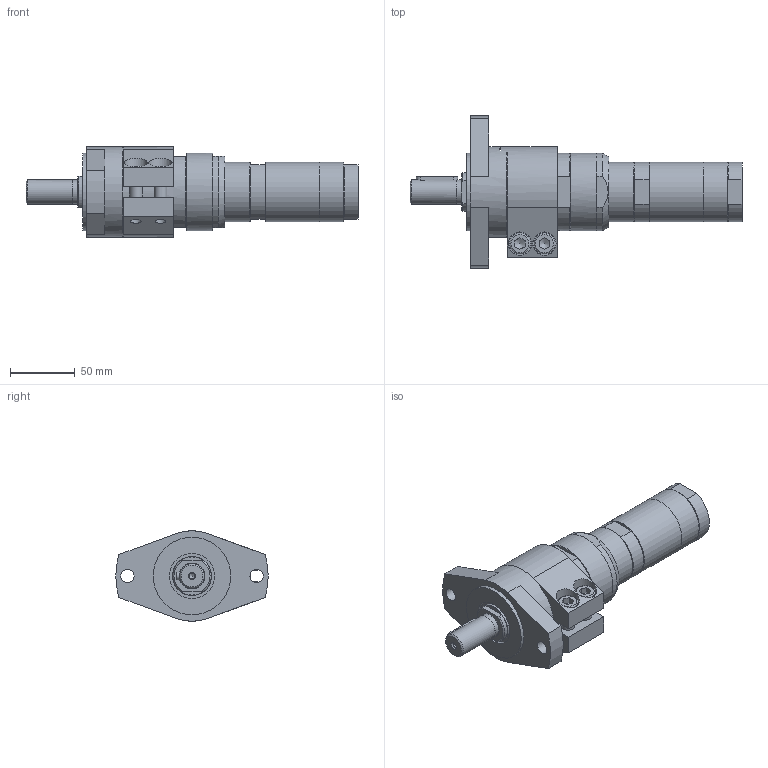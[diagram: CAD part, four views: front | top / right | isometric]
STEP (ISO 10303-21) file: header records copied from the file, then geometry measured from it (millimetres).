
FILE_DESCRIPTION(/* description */ (''),/* implementation_level */ '2;1');
FILE_NAME(/* name */ 'MUD 53-65 F100_60031227.stp',/* time_stamp */ '2018-12-03T15:12:29+01:00',/* author */ ('flambert'),/* organization */ (''),/* preprocessor_version */ 'ST-DEVELOPER v17',/* originating_system */ 'Autodesk Inventor 2018',/* authorisation */ '');
FILE_SCHEMA (('AUTOMOTIVE_DESIGN { 1 0 10303 214 3 1 1 }'));
Length unit declared in the file: millimetre
Products named in the file (1): MUD 53-65 F100_60031227
Bounding box: 257 x 118 x 70 mm (x, y, z)
Volume: 609398.3 mm3; surface area: 74530.6 mm2
Topology: 1 solids, 6 shells, 277 faces, 744 edges, 501 vertices
Faces by surface type: plane 156, cylinder 62, cone 41, torus 9, bspline 7, sphere 2
Full cylindrical faces by diameter (mm): 1.55 x2, 3.6 x1, 4 x1, 4.134 x1, 5 x1, 5.5 x1, 8.376 x2, 10 x2, 10.3 x2, 10.5 x2, 11.445 x2, 16 x2, 18 x2, 18.631 x1, 18.8 x1, 19 x1, 29.95 x1, 35 x1, 36.5 x1, 40 x2, 46 x3, 46.5 x1, 55.178 x1, 60 x2, 70 x1
Entity records: 9342 total; most frequent: CARTESIAN_POINT 1855, DIRECTION 1504, ORIENTED_EDGE 1482, EDGE_CURVE 741, AXIS2_PLACEMENT_3D 569, VERTEX_POINT 501, LINE 366, VECTOR 366
